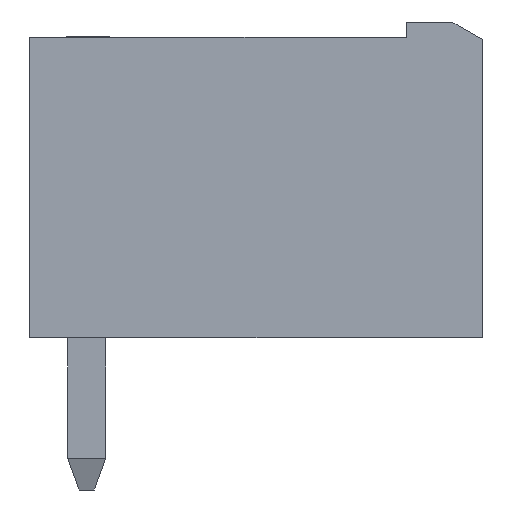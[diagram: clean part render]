
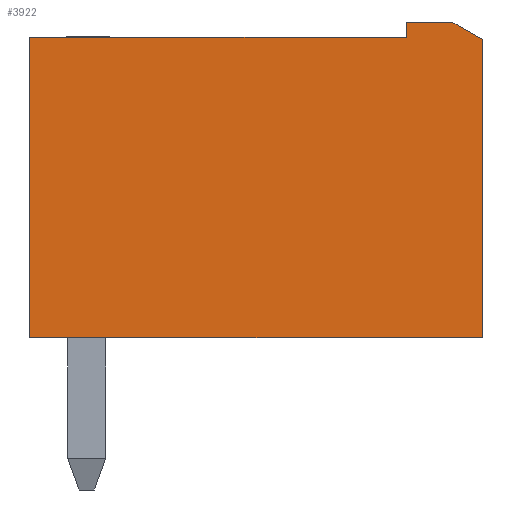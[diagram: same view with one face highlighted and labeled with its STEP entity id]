
A CAD part, left-side view. The second image highlights one B-rep face of the part: STEP entity #3922.
In plain terms, the highlighted planar face has unit normal (-1, 0, 0).
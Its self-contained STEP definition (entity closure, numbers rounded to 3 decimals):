
#1066 = AXIS2_PLACEMENT_3D ( 'NONE', #8887, #1841, #13938 ) ;
#1106 = CARTESIAN_POINT ( 'NONE',  ( -13.44, 0., 3.75 ) ) ;
#1115 = ORIENTED_EDGE ( 'NONE', *, *, #12864, .F. ) ;
#1167 = DIRECTION ( 'NONE',  ( 0., 1., 0. ) ) ;
#1168 = ORIENTED_EDGE ( 'NONE', *, *, #1311, .T. ) ;
#1311 = EDGE_CURVE ( 'NONE', #12686, #8240, #5255, .T. ) ;
#1680 = VECTOR ( 'NONE', #4960, 1000. ) ;
#1749 = ORIENTED_EDGE ( 'NONE', *, *, #14622, .T. ) ;
#1841 = DIRECTION ( 'NONE',  ( 1., 0., 0. ) ) ;
#3286 = VERTEX_POINT ( 'NONE', #15086 ) ;
#3370 = CARTESIAN_POINT ( 'NONE',  ( -13.44, -9.9, 4.15 ) ) ;
#3425 = LINE ( 'NONE', #4375, #7803 ) ;
#3478 = DIRECTION ( 'NONE',  ( 0., 0., -1. ) ) ;
#3922 = ADVANCED_FACE ( 'NONE', ( #14701 ), #14479, .F. ) ;
#3948 = VECTOR ( 'NONE', #3478, 1000. ) ;
#4294 = LINE ( 'NONE', #9079, #3948 ) ;
#4375 = CARTESIAN_POINT ( 'NONE',  ( -13.44, -11.9, 4.15 ) ) ;
#4887 = CARTESIAN_POINT ( 'NONE',  ( -13.44, 0., -4.15 ) ) ;
#4960 = DIRECTION ( 'NONE',  ( 0., 0., -1. ) ) ;
#5255 = LINE ( 'NONE', #13850, #15269 ) ;
#5963 = LINE ( 'NONE', #15249, #14780 ) ;
#6152 = ORIENTED_EDGE ( 'NONE', *, *, #14658, .T. ) ;
#6263 = LINE ( 'NONE', #4887, #1680 ) ;
#6376 = CARTESIAN_POINT ( 'NONE',  ( -13.44, -9.9, 4.15 ) ) ;
#6789 = VERTEX_POINT ( 'NONE', #6847 ) ;
#6847 = CARTESIAN_POINT ( 'NONE',  ( -13.44, 0., -4.15 ) ) ;
#7376 = VERTEX_POINT ( 'NONE', #1106 ) ;
#7803 = VECTOR ( 'NONE', #15047, 1000. ) ;
#8094 = EDGE_CURVE ( 'NONE', #14867, #12532, #8840, .T. ) ;
#8240 = VERTEX_POINT ( 'NONE', #10318 ) ;
#8840 = LINE ( 'NONE', #6376, #10892 ) ;
#8887 = CARTESIAN_POINT ( 'NONE',  ( -13.44, -11.9, -4.15 ) ) ;
#9079 = CARTESIAN_POINT ( 'NONE',  ( -13.44, -11.9, -4.15 ) ) ;
#9896 = LINE ( 'NONE', #10124, #12802 ) ;
#9953 = ORIENTED_EDGE ( 'NONE', *, *, #14163, .T. ) ;
#10124 = CARTESIAN_POINT ( 'NONE',  ( -13.44, -11.9, -4.15 ) ) ;
#10169 = EDGE_LOOP ( 'NONE', ( #9953, #14827, #1749, #6152, #1115, #13398, #1168 ) ) ;
#10318 = CARTESIAN_POINT ( 'NONE',  ( -13.44, -11.1, 4.15 ) ) ;
#10685 = EDGE_CURVE ( 'NONE', #12686, #3286, #4294, .T. ) ;
#10881 = DIRECTION ( 'NONE',  ( 0., 0., -1. ) ) ;
#10892 = VECTOR ( 'NONE', #10881, 1000. ) ;
#11513 = DIRECTION ( 'NONE',  ( 0., 0.866, 0.5 ) ) ;
#11877 = CARTESIAN_POINT ( 'NONE',  ( -13.44, -9.9, 3.75 ) ) ;
#12249 = DIRECTION ( 'NONE',  ( 0., 1., 0. ) ) ;
#12532 = VERTEX_POINT ( 'NONE', #11877 ) ;
#12686 = VERTEX_POINT ( 'NONE', #14020 ) ;
#12802 = VECTOR ( 'NONE', #12249, 1000. ) ;
#12864 = EDGE_CURVE ( 'NONE', #3286, #6789, #9896, .T. ) ;
#13398 = ORIENTED_EDGE ( 'NONE', *, *, #10685, .F. ) ;
#13850 = CARTESIAN_POINT ( 'NONE',  ( -13.44, -11.9, 3.688 ) ) ;
#13938 = DIRECTION ( 'NONE',  ( 0., 1., 0. ) ) ;
#14020 = CARTESIAN_POINT ( 'NONE',  ( -13.44, -11.9, 3.688 ) ) ;
#14163 = EDGE_CURVE ( 'NONE', #8240, #14867, #3425, .T. ) ;
#14479 = PLANE ( 'NONE',  #1066 ) ;
#14622 = EDGE_CURVE ( 'NONE', #12532, #7376, #5963, .T. ) ;
#14658 = EDGE_CURVE ( 'NONE', #7376, #6789, #6263, .T. ) ;
#14701 = FACE_OUTER_BOUND ( 'NONE', #10169, .T. ) ;
#14780 = VECTOR ( 'NONE', #1167, 1000. ) ;
#14827 = ORIENTED_EDGE ( 'NONE', *, *, #8094, .T. ) ;
#14867 = VERTEX_POINT ( 'NONE', #3370 ) ;
#15047 = DIRECTION ( 'NONE',  ( 0., 1., 0. ) ) ;
#15086 = CARTESIAN_POINT ( 'NONE',  ( -13.44, -11.9, -4.15 ) ) ;
#15249 = CARTESIAN_POINT ( 'NONE',  ( -13.44, -9.9, 3.75 ) ) ;
#15269 = VECTOR ( 'NONE', #11513, 1000. ) ;
